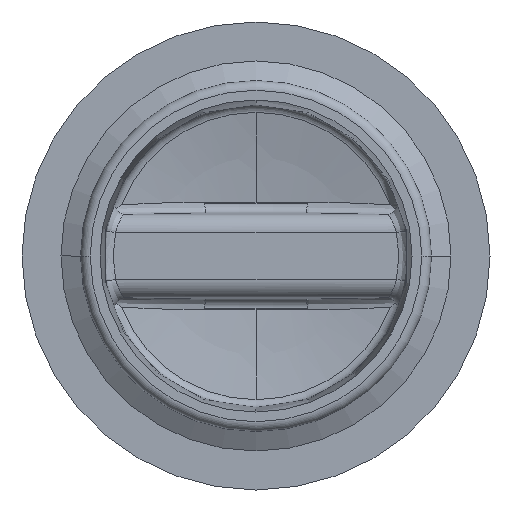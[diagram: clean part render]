
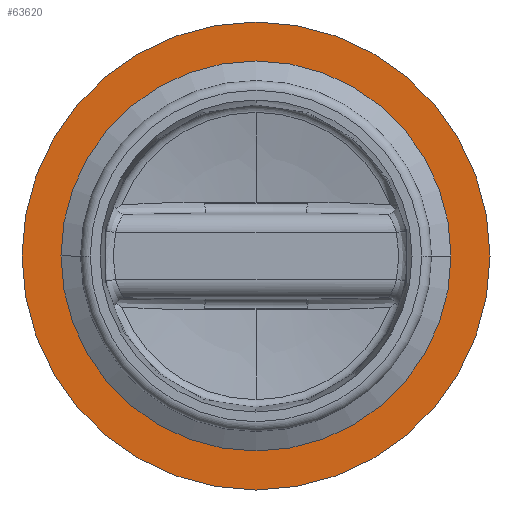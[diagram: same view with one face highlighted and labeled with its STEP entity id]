
A CAD part, front view. The second image highlights one B-rep face of the part: STEP entity #63620.
In plain terms, the highlighted planar face has unit normal (0, -1, 0).
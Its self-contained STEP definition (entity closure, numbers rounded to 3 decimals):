
#2290=CARTESIAN_POINT('',(9.5,6.5,0.));
#2300=VERTEX_POINT('',#2290);
#2470=CARTESIAN_POINT('',(-9.5,6.5,0.));
#2480=VERTEX_POINT('',#2470);
#2510=CARTESIAN_POINT('',(0.,6.5,0.));
#2520=DIRECTION('',(0.,1.,0.));
#2530=DIRECTION('',(1.,0.,0.));
#2540=AXIS2_PLACEMENT_3D('',#2510,#2520,#2530);
#2550=CIRCLE('',#2540,9.5);
#2560=EDGE_CURVE('',#2480,#2300,#2550,.T.);
#2720=CARTESIAN_POINT('',(12.,6.5,0.));
#2730=VERTEX_POINT('',#2720);
#2760=CARTESIAN_POINT('',(0.,6.5,0.));
#2770=DIRECTION('',(0.,-1.,0.));
#2780=DIRECTION('',(1.,0.,0.));
#2790=AXIS2_PLACEMENT_3D('',#2760,#2770,#2780);
#2800=CIRCLE('',#2790,12.);
#2810=CARTESIAN_POINT('',(-12.,6.5,0.));
#2820=VERTEX_POINT('',#2810);
#2830=EDGE_CURVE('',#2730,#2820,#2800,.T.);
#63470=CARTESIAN_POINT('',(9.5,6.5,0.));
#63480=DIRECTION('',(-0.,1.,0.));
#63490=DIRECTION('',(1.,0.,0.));
#63500=AXIS2_PLACEMENT_3D('',#63470,#63480,#63490);
#63510=PLANE('',#63500);
#63520=EDGE_CURVE('',#2300,#2480,#2550,.T.);
#63530=ORIENTED_EDGE('',*,*,#63520,.T.);
#63540=ORIENTED_EDGE('',*,*,#2560,.T.);
#63550=EDGE_LOOP('',(#63540,#63530));
#63560=FACE_BOUND('',#63550,.T.);
#63570=ORIENTED_EDGE('',*,*,#2830,.T.);
#63580=EDGE_CURVE('',#2820,#2730,#2800,.T.);
#63590=ORIENTED_EDGE('',*,*,#63580,.T.);
#63600=EDGE_LOOP('',(#63590,#63570));
#63610=FACE_OUTER_BOUND('',#63600,.T.);
#63620=ADVANCED_FACE('',(#63560,#63610),#63510,.F.);
